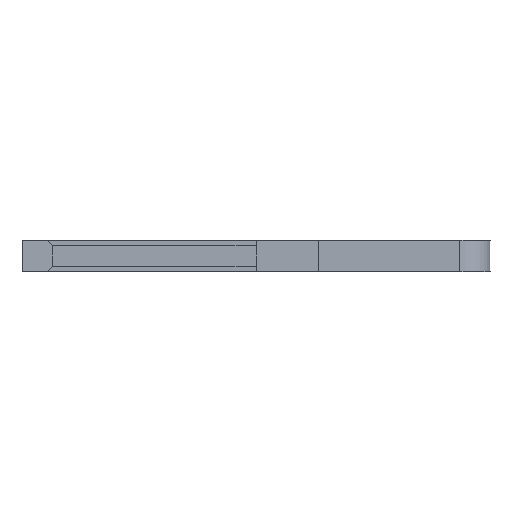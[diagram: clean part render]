
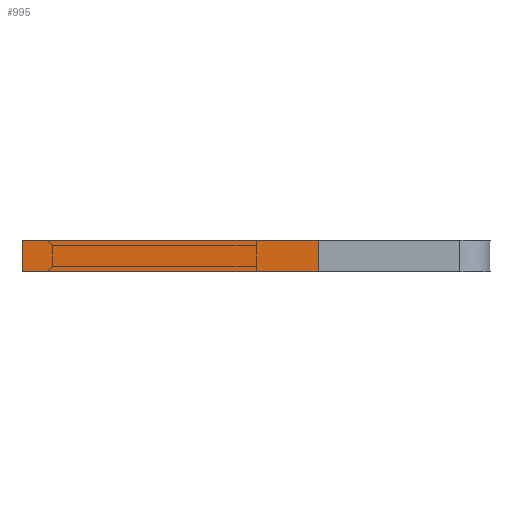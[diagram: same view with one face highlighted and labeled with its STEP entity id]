
A CAD part, left-side view. The second image highlights one B-rep face of the part: STEP entity #995.
In plain terms, the highlighted face is planar.
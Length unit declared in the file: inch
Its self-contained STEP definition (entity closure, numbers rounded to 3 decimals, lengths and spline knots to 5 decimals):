
#23 = VERTEX_POINT ( 'NONE', #3641 ) ;
#471 = VECTOR ( 'NONE', #1067, 39.37008 ) ;
#555 = VECTOR ( 'NONE', #2687, 39.37008 ) ;
#557 = CARTESIAN_POINT ( 'NONE',  ( -0.01, -0.04, -0.04 ) ) ;
#680 = ORIENTED_EDGE ( 'NONE', *, *, #1492, .T. ) ;
#695 = LINE ( 'NONE', #3097, #3299 ) ;
#757 = CARTESIAN_POINT ( 'NONE',  ( 0.01, -0.04, -0.04 ) ) ;
#995 = ADVANCED_FACE ( 'NONE', ( #3432 ), #1547, .F. ) ;
#1067 = DIRECTION ( 'NONE',  ( -1., 0., 0. ) ) ;
#1351 = LINE ( 'NONE', #2708, #555 ) ;
#1408 = DIRECTION ( 'NONE',  ( 0., 1., 0. ) ) ;
#1492 = EDGE_CURVE ( 'NONE', #1556, #2984, #2689, .T. ) ;
#1547 = PLANE ( 'NONE',  #2711 ) ;
#1556 = VERTEX_POINT ( 'NONE', #2880 ) ;
#1601 = VERTEX_POINT ( 'NONE', #3765 ) ;
#1752 = EDGE_LOOP ( 'NONE', ( #2174, #2224, #2158, #680 ) ) ;
#1768 = CARTESIAN_POINT ( 'NONE',  ( 0.01, 0.15, -0.04 ) ) ;
#1892 = DIRECTION ( 'NONE',  ( 1., 0., 0. ) ) ;
#2158 = ORIENTED_EDGE ( 'NONE', *, *, #3521, .F. ) ;
#2174 = ORIENTED_EDGE ( 'NONE', *, *, #2222, .T. ) ;
#2222 = EDGE_CURVE ( 'NONE', #2984, #23, #695, .T. ) ;
#2224 = ORIENTED_EDGE ( 'NONE', *, *, #3648, .F. ) ;
#2487 = DIRECTION ( 'NONE',  ( 0., 0., 1. ) ) ;
#2585 = LINE ( 'NONE', #1768, #3481 ) ;
#2687 = DIRECTION ( 'NONE',  ( 0., 1., 0. ) ) ;
#2689 = LINE ( 'NONE', #757, #471 ) ;
#2708 = CARTESIAN_POINT ( 'NONE',  ( 0.01, 0.15, -0.04 ) ) ;
#2711 = AXIS2_PLACEMENT_3D ( 'NONE', #3725, #2487, #1892 ) ;
#2880 = CARTESIAN_POINT ( 'NONE',  ( 0.01, -0.04, -0.04 ) ) ;
#2984 = VERTEX_POINT ( 'NONE', #557 ) ;
#3097 = CARTESIAN_POINT ( 'NONE',  ( -0.01, 0.15, -0.04 ) ) ;
#3299 = VECTOR ( 'NONE', #1408, 39.37008 ) ;
#3411 = DIRECTION ( 'NONE',  ( -1., 0., 0. ) ) ;
#3432 = FACE_OUTER_BOUND ( 'NONE', #1752, .T. ) ;
#3481 = VECTOR ( 'NONE', #3411, 39.37008 ) ;
#3521 = EDGE_CURVE ( 'NONE', #1556, #1601, #1351, .T. ) ;
#3641 = CARTESIAN_POINT ( 'NONE',  ( -0.01, 0.15, -0.04 ) ) ;
#3648 = EDGE_CURVE ( 'NONE', #1601, #23, #2585, .T. ) ;
#3725 = CARTESIAN_POINT ( 'NONE',  ( 0.01, 0.15, -0.04 ) ) ;
#3765 = CARTESIAN_POINT ( 'NONE',  ( 0.01, 0.15, -0.04 ) ) ;
